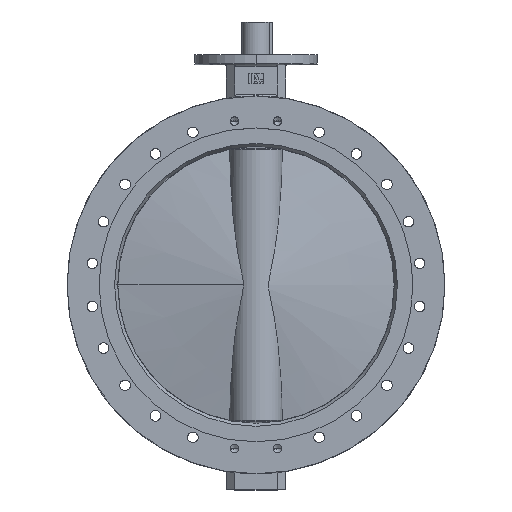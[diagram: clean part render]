
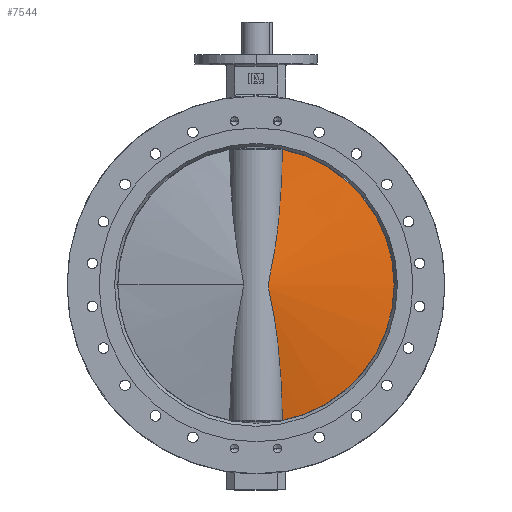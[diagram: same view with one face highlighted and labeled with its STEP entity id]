
A CAD part, top view. The second image highlights one B-rep face of the part: STEP entity #7544.
In plain terms, the highlighted conical face has half-angle 80.414 degrees and reference radius 340.463 mm.
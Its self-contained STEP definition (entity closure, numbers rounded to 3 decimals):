
#438 = CARTESIAN_POINT ( 'NONE',  ( -5.278, 0., 0. ) ) ;
#439 = DIRECTION ( 'NONE',  ( -1., 0., 0. ) ) ;
#440 = DIRECTION ( 'NONE',  ( 0., 0., 1. ) ) ;
#577 = CIRCLE ( 'NONE', #10116, 338.817 ) ;
#610 = CIRCLE ( 'NONE', #10132, 338.817 ) ;
#861 = FACE_OUTER_BOUND ( 'NONE', #8074, .T. ) ;
#865 = CONICAL_SURFACE ( 'NONE', #2186, 340.463, 1.403 ) ;
#1120 = CARTESIAN_POINT ( 'NONE',  ( -5.278, -332.565, 64.785 ) ) ;
#1121 = CARTESIAN_POINT ( 'NONE',  ( -7.584, -318.693, 64.598 ) ) ;
#1125 = CARTESIAN_POINT ( 'NONE',  ( -9.888, -304.825, 64.286 ) ) ;
#1126 = CARTESIAN_POINT ( 'NONE',  ( -14.495, -277.093, 63.407 ) ) ;
#1127 = CARTESIAN_POINT ( 'NONE',  ( -16.797, -263.231, 62.838 ) ) ;
#1128 = CARTESIAN_POINT ( 'NONE',  ( -20.247, -242.442, 61.778 ) ) ;
#1129 = CARTESIAN_POINT ( 'NONE',  ( -21.396, -235.513, 61.39 ) ) ;
#1130 = CARTESIAN_POINT ( 'NONE',  ( -23.693, -221.664, 60.54 ) ) ;
#1131 = CARTESIAN_POINT ( 'NONE',  ( -24.841, -214.744, 60.079 ) ) ;
#1132 = CARTESIAN_POINT ( 'NONE',  ( -28.278, -193.999, 58.58 ) ) ;
#1133 = CARTESIAN_POINT ( 'NONE',  ( -30.565, -180.187, 57.426 ) ) ;
#1134 = CARTESIAN_POINT ( 'NONE',  ( -35.123, -152.605, 54.757 ) ) ;
#1135 = CARTESIAN_POINT ( 'NONE',  ( -37.395, -138.836, 53.242 ) ) ;
#1136 = CARTESIAN_POINT ( 'NONE',  ( -41.911, -111.349, 49.765 ) ) ;
#1137 = CARTESIAN_POINT ( 'NONE',  ( -44.157, -97.631, 47.803 ) ) ;
#1138 = CARTESIAN_POINT ( 'NONE',  ( -47.477, -77.101, 44.424 ) ) ;
#1139 = CARTESIAN_POINT ( 'NONE',  ( -48.575, -70.266, 43.224 ) ) ;
#1140 = CARTESIAN_POINT ( 'NONE',  ( -50.197, -60.023, 41.304 ) ) ;
#1141 = CARTESIAN_POINT ( 'NONE',  ( -50.733, -56.611, 40.644 ) ) ;
#1142 = CARTESIAN_POINT ( 'NONE',  ( -51.792, -49.789, 39.285 ) ) ;
#1143 = CARTESIAN_POINT ( 'NONE',  ( -52.315, -46.379, 38.587 ) ) ;
#1144 = CARTESIAN_POINT ( 'NONE',  ( -53.338, -39.56, 37.159 ) ) ;
#1145 = CARTESIAN_POINT ( 'NONE',  ( -53.839, -36.15, 36.43 ) ) ;
#1146 = CARTESIAN_POINT ( 'NONE',  ( -54.8, -29.326, 34.967 ) ) ;
#1147 = CARTESIAN_POINT ( 'NONE',  ( -55.261, -25.912, 34.233 ) ) ;
#1148 = CARTESIAN_POINT ( 'NONE',  ( -55.89, -20.779, 33.188 ) ) ;
#1149 = CARTESIAN_POINT ( 'NONE',  ( -56.09, -19.066, 32.85 ) ) ;
#1150 = CARTESIAN_POINT ( 'NONE',  ( -56.457, -15.631, 32.213 ) ) ;
#1151 = CARTESIAN_POINT ( 'NONE',  ( -56.626, -13.909, 31.916 ) ) ;
#1152 = CARTESIAN_POINT ( 'NONE',  ( -56.918, -10.453, 31.391 ) ) ;
#1153 = CARTESIAN_POINT ( 'NONE',  ( -57.042, -8.717, 31.165 ) ) ;
#1154 = CARTESIAN_POINT ( 'NONE',  ( -57.228, -5.226, 30.823 ) ) ;
#1155 = CARTESIAN_POINT ( 'NONE',  ( -57.289, -3.47, 30.707 ) ) ;
#1156 = CARTESIAN_POINT ( 'NONE',  ( -57.326, -0.817, 30.639 ) ) ;
#1157 = CARTESIAN_POINT ( 'NONE',  ( -57.328, 0.071, 30.634 ) ) ;
#1158 = CARTESIAN_POINT ( 'NONE',  ( -57.315, 1.853, 30.66 ) ) ;
#1159 = CARTESIAN_POINT ( 'NONE',  ( -57.298, 2.749, 30.691 ) ) ;
#1160 = CARTESIAN_POINT ( 'NONE',  ( -57.22, 5.435, 30.836 ) ) ;
#1161 = CARTESIAN_POINT ( 'NONE',  ( -57.132, 7.21, 31. ) ) ;
#1162 = CARTESIAN_POINT ( 'NONE',  ( -56.898, 10.736, 31.427 ) ) ;
#1163 = CARTESIAN_POINT ( 'NONE',  ( -56.753, 12.488, 31.689 ) ) ;
#1164 = CARTESIAN_POINT ( 'NONE',  ( -56.423, 15.976, 32.272 ) ) ;
#1165 = CARTESIAN_POINT ( 'NONE',  ( -56.239, 17.712, 32.593 ) ) ;
#1166 = CARTESIAN_POINT ( 'NONE',  ( -55.646, 22.908, 33.602 ) ) ;
#1167 = CARTESIAN_POINT ( 'NONE',  ( -55.199, 26.355, 34.334 ) ) ;
#1168 = CARTESIAN_POINT ( 'NONE',  ( -54.257, 33.241, 35.804 ) ) ;
#1169 = CARTESIAN_POINT ( 'NONE',  ( -53.761, 36.679, 36.545 ) ) ;
#1170 = CARTESIAN_POINT ( 'NONE',  ( -52.743, 43.556, 38. ) ) ;
#1171 = CARTESIAN_POINT ( 'NONE',  ( -52.22, 46.994, 38.714 ) ) ;
#1172 = CARTESIAN_POINT ( 'NONE',  ( -51.16, 53.875, 40.105 ) ) ;
#1173 = CARTESIAN_POINT ( 'NONE',  ( -50.622, 57.317, 40.782 ) ) ;
#1174 = CARTESIAN_POINT ( 'NONE',  ( -48.993, 67.65, 42.75 ) ) ;
#1175 = CARTESIAN_POINT ( 'NONE',  ( -47.887, 74.548, 43.982 ) ) ;
#1176 = CARTESIAN_POINT ( 'NONE',  ( -44.542, 95.274, 47.448 ) ) ;
#1177 = CARTESIAN_POINT ( 'NONE',  ( -42.274, 109.132, 49.46 ) ) ;
#1178 = CARTESIAN_POINT ( 'NONE',  ( -37.711, 136.916, 53.021 ) ) ;
#1179 = CARTESIAN_POINT ( 'NONE',  ( -35.414, 150.841, 54.571 ) ) ;
#1180 = CARTESIAN_POINT ( 'NONE',  ( -31.956, 171.771, 56.618 ) ) ;
#1181 = CARTESIAN_POINT ( 'NONE',  ( -30.801, 178.751, 57.253 ) ) ;
#1182 = CARTESIAN_POINT ( 'NONE',  ( -28.49, 192.714, 58.438 ) ) ;
#1183 = CARTESIAN_POINT ( 'NONE',  ( -27.334, 199.697, 58.987 ) ) ;
#1184 = CARTESIAN_POINT ( 'NONE',  ( -23.862, 220.651, 60.515 ) ) ;
#1185 = CARTESIAN_POINT ( 'NONE',  ( -21.544, 234.627, 61.374 ) ) ;
#1186 = CARTESIAN_POINT ( 'NONE',  ( -16.903, 262.59, 62.811 ) ) ;
#1187 = CARTESIAN_POINT ( 'NONE',  ( -14.58, 276.578, 63.388 ) ) ;
#1188 = CARTESIAN_POINT ( 'NONE',  ( -9.932, 304.563, 64.28 ) ) ;
#1189 = CARTESIAN_POINT ( 'NONE',  ( -7.606, 318.562, 64.596 ) ) ;
#1190 = CARTESIAN_POINT ( 'NONE',  ( -5.278, 332.565, 64.785 ) ) ;
#1193 = CARTESIAN_POINT ( 'NONE',  ( -5.278, 0., 0. ) ) ;
#1194 = DIRECTION ( 'NONE',  ( -1., 0., 0. ) ) ;
#1195 = DIRECTION ( 'NONE',  ( 0., 0., 1. ) ) ;
#1980 = DIRECTION ( 'NONE',  ( 0., 0., -1. ) ) ;
#1981 = CARTESIAN_POINT ( 'NONE',  ( -5., 0., 0. ) ) ;
#1982 = DIRECTION ( 'NONE',  ( 1., 0., 0. ) ) ;
#2015 = CARTESIAN_POINT ( 'NONE',  ( -5.278, -332.565, 64.785 ) ) ;
#2016 = CARTESIAN_POINT ( 'NONE',  ( -5.278, 0., 338.817 ) ) ;
#2028 = CARTESIAN_POINT ( 'NONE',  ( -5.278, 332.565, 64.785 ) ) ;
#2186 = AXIS2_PLACEMENT_3D ( 'NONE', #1981, #1982, #1980 ) ;
#6457 = EDGE_CURVE ( 'NONE', #7557, #7558, #577, .T. ) ;
#6485 = EDGE_CURVE ( 'NONE', #7557, #7572, #9100, .T. ) ;
#6486 = EDGE_CURVE ( 'NONE', #7558, #7572, #610, .T. ) ;
#7187 = ORIENTED_EDGE ( 'NONE', *, *, #6485, .F. ) ;
#7188 = ORIENTED_EDGE ( 'NONE', *, *, #6457, .T. ) ;
#7189 = ORIENTED_EDGE ( 'NONE', *, *, #6486, .T. ) ;
#7544 = ADVANCED_FACE ( 'NONE', ( #861 ), #865, .T. ) ;
#7557 = VERTEX_POINT ( 'NONE', #2015 ) ;
#7558 = VERTEX_POINT ( 'NONE', #2016 ) ;
#7572 = VERTEX_POINT ( 'NONE', #2028 ) ;
#8074 = EDGE_LOOP ( 'NONE', ( #7187, #7188, #7189 ) ) ;
#9100 = B_SPLINE_CURVE_WITH_KNOTS ( 'NONE', 3,
 ( #1120, #1121, #1125, #1126, #1127, #1128, #1129, #1130, #1131, #1132, #1133, #1134, #1135, #1136, #1137, #1138, #1139, #1140, #1141, #1142, #1143, #1144, #1145, #1146, #1147, #1148, #1149, #1150, #1151, #1152, #1153, #1154, #1155, #1156, #1157, #1158, #1159, #1160, #1161, #1162, #1163, #1164, #1165, #1166, #1167, #1168, #1169, #1170, #1171, #1172, #1173, #1174, #1175, #1176, #1177, #1178, #1179, #1180, #1181, #1182, #1183, #1184, #1185, #1186, #1187, #1188, #1189, #1190 ),
 .UNSPECIFIED., .F., .F.,
 ( 4, 2, 2, 2, 2, 2, 2, 2, 2, 2, 2, 2, 2, 2, 2, 2, 2, 2, 2, 2, 2, 2, 2, 2, 2, 2, 2, 2, 2, 2, 2, 2, 2, 4 ),
 ( -0.305, -0.262, -0.22, -0.199, -0.178, -0.136, -0.094, -0.052, -0.031, -0.02, -0.01, 0.001, 0.011, 0.016, 0.022, 0.027, 0.032, 0.035, 0.038, 0.043, 0.048, 0.053, 0.064, 0.074, 0.085, 0.095, 0.116, 0.159, 0.201, 0.222, 0.243, 0.285, 0.327, 0.369 ),
 .UNSPECIFIED. ) ;
#10116 = AXIS2_PLACEMENT_3D ( 'NONE', #438, #439, #440 ) ;
#10132 = AXIS2_PLACEMENT_3D ( 'NONE', #1193, #1194, #1195 ) ;
